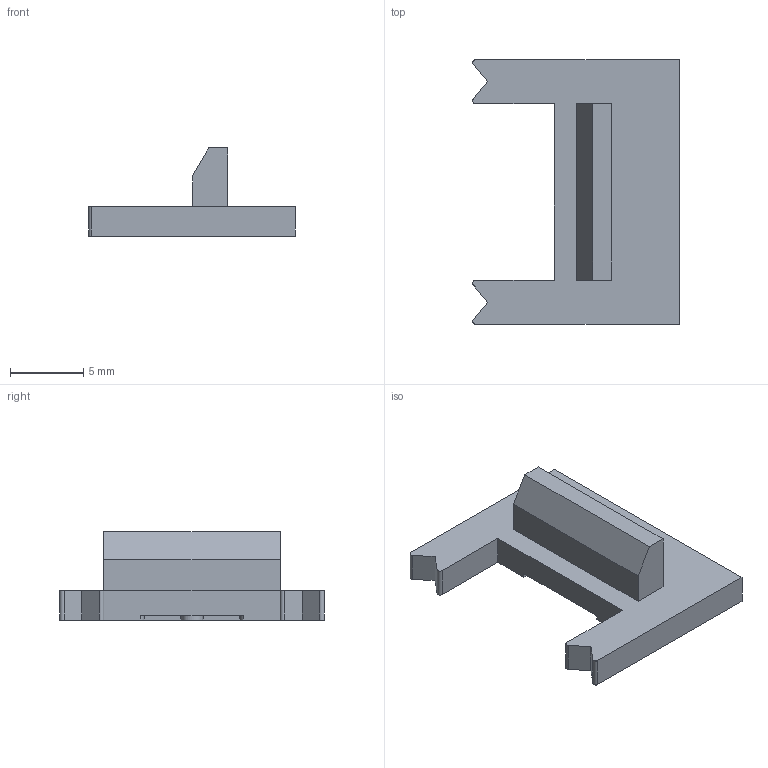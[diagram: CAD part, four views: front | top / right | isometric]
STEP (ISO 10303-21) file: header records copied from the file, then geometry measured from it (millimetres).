
FILE_DESCRIPTION(/* description */ ('STEP AP242','CAx-IF Rec.Pracs.---Representation and Presentation of Product Manufacturing Information (PMI)---4.0---2014-10-13','CAx-IF Rec.Pracs.---3D Tessellated Geometry---0.4---2014-09-14','2;1'),/* implementation_level */ '2;1');
FILE_NAME(/* name */ '633f05d5d4c53f7121e7ceae',/* time_stamp */ '2022-10-06T16:44:05+00:00',/* author */ (''),/* organization */ (''),/* preprocessor_version */ 'ST-DEVELOPER v18.102',/* originating_system */ ' ',/* authorisation */ ' ');
FILE_SCHEMA (('AP242_MANAGED_MODEL_BASED_3D_ENGINEERING_MIM_LF { 1 0 10303 442 1 1 4 }'));
Length unit declared in the file: metre
Products named in the file (1): F_Gripper
Bounding box: 14.07 x 18 x 6 mm (x, y, z)
Volume: 438.9 mm3; surface area: 637.5 mm2
Topology: 1 solids, 1 shells, 42 faces, 109 edges, 73 vertices
Faces by surface type: plane 29, cylinder 13
Full cylindrical faces by diameter (mm): 1.5 x3
Entity records: 1285 total; most frequent: CARTESIAN_POINT 220, DIRECTION 217, ORIENTED_EDGE 210, EDGE_CURVE 105, LINE 79, VECTOR 79, VERTEX_POINT 72, AXIS2_PLACEMENT_3D 69
